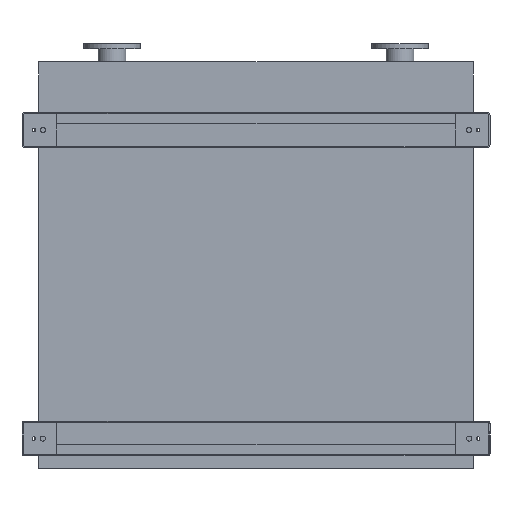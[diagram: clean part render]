
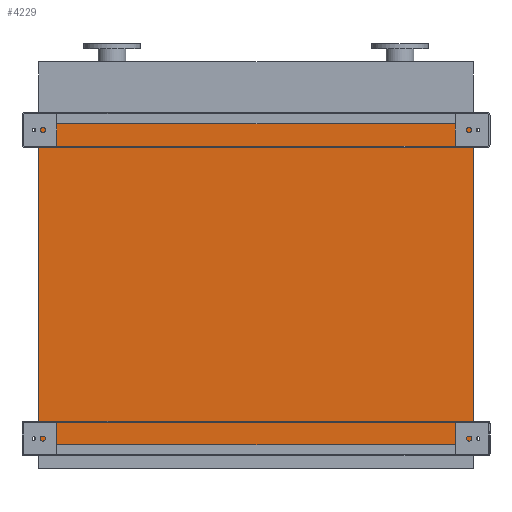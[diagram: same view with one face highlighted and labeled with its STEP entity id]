
A CAD part, front view. The second image highlights one B-rep face of the part: STEP entity #4229.
In plain terms, the highlighted planar face has unit normal (0, -1, 0).
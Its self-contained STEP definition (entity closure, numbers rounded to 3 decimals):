
#254 = FACE_OUTER_BOUND ( 'NONE', #12732, .T. ) ;
#655 = EDGE_CURVE ( 'NONE', #2615, #16444, #13786, .T. ) ;
#1852 = EDGE_CURVE ( 'NONE', #11859, #8377, #7361, .T. ) ;
#2324 = PLANE ( 'NONE',  #2796 ) ;
#2573 = ORIENTED_EDGE ( 'NONE', *, *, #1852, .F. ) ;
#2615 = VERTEX_POINT ( 'NONE', #9777 ) ;
#2796 = AXIS2_PLACEMENT_3D ( 'NONE', #21765, #4122, #16624 ) ;
#3683 = DIRECTION ( 'NONE',  ( 0., 0., 1. ) ) ;
#4122 = DIRECTION ( 'NONE',  ( 0., -1., 0. ) ) ;
#4229 = ADVANCED_FACE ( 'NONE', ( #254 ), #2324, .T. ) ;
#4809 = ORIENTED_EDGE ( 'NONE', *, *, #9072, .T. ) ;
#6144 = EDGE_CURVE ( 'NONE', #2615, #11859, #16697, .T. ) ;
#6951 = CARTESIAN_POINT ( 'NONE',  ( 845., 0., 0. ) ) ;
#7361 = LINE ( 'NONE', #19663, #11575 ) ;
#8377 = VERTEX_POINT ( 'NONE', #6951 ) ;
#9072 = EDGE_CURVE ( 'NONE', #16444, #8377, #18463, .T. ) ;
#9777 = CARTESIAN_POINT ( 'NONE',  ( -845., 0., -1250. ) ) ;
#10907 = DIRECTION ( 'NONE',  ( 1., 0., 0. ) ) ;
#11575 = VECTOR ( 'NONE', #10907, 1000. ) ;
#11859 = VERTEX_POINT ( 'NONE', #17275 ) ;
#11969 = VECTOR ( 'NONE', #15657, 1000. ) ;
#12656 = ORIENTED_EDGE ( 'NONE', *, *, #6144, .F. ) ;
#12732 = EDGE_LOOP ( 'NONE', ( #2573, #12656, #17895, #4809 ) ) ;
#13786 = LINE ( 'NONE', #19258, #17887 ) ;
#13967 = CARTESIAN_POINT ( 'NONE',  ( -845., 0., -1250. ) ) ;
#14441 = CARTESIAN_POINT ( 'NONE',  ( 845., 0., -1250. ) ) ;
#15657 = DIRECTION ( 'NONE',  ( 0., 0., 1. ) ) ;
#16444 = VERTEX_POINT ( 'NONE', #22684 ) ;
#16624 = DIRECTION ( 'NONE',  ( 0., 0., -1. ) ) ;
#16697 = LINE ( 'NONE', #13967, #11969 ) ;
#16839 = VECTOR ( 'NONE', #3683, 1000. ) ;
#17275 = CARTESIAN_POINT ( 'NONE',  ( -845., 0., 0. ) ) ;
#17887 = VECTOR ( 'NONE', #22772, 1000. ) ;
#17895 = ORIENTED_EDGE ( 'NONE', *, *, #655, .T. ) ;
#18463 = LINE ( 'NONE', #14441, #16839 ) ;
#19258 = CARTESIAN_POINT ( 'NONE',  ( -845., 0., -1250. ) ) ;
#19663 = CARTESIAN_POINT ( 'NONE',  ( -845., 0., 0. ) ) ;
#21765 = CARTESIAN_POINT ( 'NONE',  ( -845., 0., -1250. ) ) ;
#22684 = CARTESIAN_POINT ( 'NONE',  ( 845., 0., -1250. ) ) ;
#22772 = DIRECTION ( 'NONE',  ( 1., 0., 0. ) ) ;
